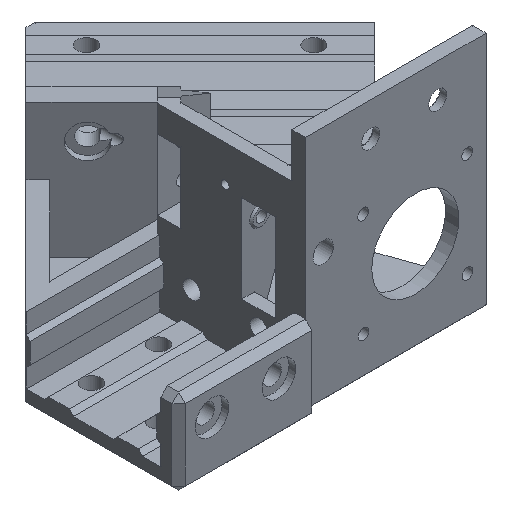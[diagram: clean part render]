
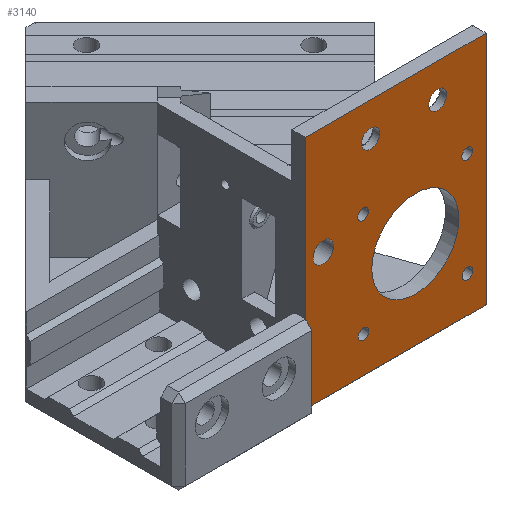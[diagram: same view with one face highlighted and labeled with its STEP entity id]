
A CAD part, isometric view. The second image highlights one B-rep face of the part: STEP entity #3140.
In plain terms, the highlighted planar face has unit normal (0, -1, 0).
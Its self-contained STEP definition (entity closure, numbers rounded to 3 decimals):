
#104=CIRCLE('',#3358,2.7);
#105=CIRCLE('',#3359,13.);
#106=CIRCLE('',#3360,1.6);
#107=CIRCLE('',#3361,2.7);
#108=CIRCLE('',#3362,1.6);
#109=CIRCLE('',#3363,1.6);
#110=CIRCLE('',#3364,1.6);
#111=CIRCLE('',#3365,3.05);
#189=FACE_BOUND('',#470,.T.);
#190=FACE_BOUND('',#471,.T.);
#191=FACE_BOUND('',#472,.T.);
#192=FACE_BOUND('',#473,.T.);
#193=FACE_BOUND('',#474,.T.);
#194=FACE_BOUND('',#475,.T.);
#195=FACE_BOUND('',#476,.T.);
#196=FACE_BOUND('',#477,.T.);
#276=FACE_OUTER_BOUND('',#469,.T.);
#469=EDGE_LOOP('',(#2310,#2311,#2312,#2313,#2314));
#470=EDGE_LOOP('',(#2315));
#471=EDGE_LOOP('',(#2316));
#472=EDGE_LOOP('',(#2317));
#473=EDGE_LOOP('',(#2318));
#474=EDGE_LOOP('',(#2319));
#475=EDGE_LOOP('',(#2320));
#476=EDGE_LOOP('',(#2321));
#477=EDGE_LOOP('',(#2322));
#659=LINE('',#4491,#1004);
#768=LINE('',#4770,#1113);
#775=LINE('',#4788,#1120);
#776=LINE('',#4791,#1121);
#777=LINE('',#4792,#1122);
#1004=VECTOR('',#3578,10.);
#1113=VECTOR('',#3823,10.);
#1120=VECTOR('',#3844,10.);
#1121=VECTOR('',#3847,10.);
#1122=VECTOR('',#3848,10.);
#1349=VERTEX_POINT('',#4488);
#1350=VERTEX_POINT('',#4490);
#1445=VERTEX_POINT('',#4734);
#1452=VERTEX_POINT('',#4769);
#1457=VERTEX_POINT('',#4790);
#1458=VERTEX_POINT('',#4793);
#1459=VERTEX_POINT('',#4795);
#1460=VERTEX_POINT('',#4797);
#1461=VERTEX_POINT('',#4799);
#1462=VERTEX_POINT('',#4801);
#1463=VERTEX_POINT('',#4803);
#1464=VERTEX_POINT('',#4805);
#1465=VERTEX_POINT('',#4807);
#1641=EDGE_CURVE('',#1349,#1350,#659,.T.);
#1780=EDGE_CURVE('',#1452,#1445,#768,.T.);
#1789=EDGE_CURVE('',#1445,#1349,#775,.T.);
#1790=EDGE_CURVE('',#1452,#1457,#776,.T.);
#1791=EDGE_CURVE('',#1350,#1457,#777,.T.);
#1792=EDGE_CURVE('',#1458,#1458,#104,.T.);
#1793=EDGE_CURVE('',#1459,#1459,#105,.T.);
#1794=EDGE_CURVE('',#1460,#1460,#106,.T.);
#1795=EDGE_CURVE('',#1461,#1461,#107,.T.);
#1796=EDGE_CURVE('',#1462,#1462,#108,.T.);
#1797=EDGE_CURVE('',#1463,#1463,#109,.T.);
#1798=EDGE_CURVE('',#1464,#1464,#110,.T.);
#1799=EDGE_CURVE('',#1465,#1465,#111,.T.);
#2310=ORIENTED_EDGE('',*,*,#1780,.F.);
#2311=ORIENTED_EDGE('',*,*,#1790,.T.);
#2312=ORIENTED_EDGE('',*,*,#1791,.F.);
#2313=ORIENTED_EDGE('',*,*,#1641,.F.);
#2314=ORIENTED_EDGE('',*,*,#1789,.F.);
#2315=ORIENTED_EDGE('',*,*,#1792,.T.);
#2316=ORIENTED_EDGE('',*,*,#1793,.T.);
#2317=ORIENTED_EDGE('',*,*,#1794,.T.);
#2318=ORIENTED_EDGE('',*,*,#1795,.T.);
#2319=ORIENTED_EDGE('',*,*,#1796,.T.);
#2320=ORIENTED_EDGE('',*,*,#1797,.T.);
#2321=ORIENTED_EDGE('',*,*,#1798,.T.);
#2322=ORIENTED_EDGE('',*,*,#1799,.T.);
#3008=PLANE('',#3357);
#3140=ADVANCED_FACE('',(#276,#189,#190,#191,#192,#193,#194,#195,#196),#3008,
 .T.);
#3357=AXIS2_PLACEMENT_3D('',#4789,#3845,#3846);
#3358=AXIS2_PLACEMENT_3D('',#4794,#3849,#3850);
#3359=AXIS2_PLACEMENT_3D('',#4796,#3851,#3852);
#3360=AXIS2_PLACEMENT_3D('',#4798,#3853,#3854);
#3361=AXIS2_PLACEMENT_3D('',#4800,#3855,#3856);
#3362=AXIS2_PLACEMENT_3D('',#4802,#3857,#3858);
#3363=AXIS2_PLACEMENT_3D('',#4804,#3859,#3860);
#3364=AXIS2_PLACEMENT_3D('',#4806,#3861,#3862);
#3365=AXIS2_PLACEMENT_3D('',#4808,#3863,#3864);
#3578=DIRECTION('',(0.,0.,1.));
#3823=DIRECTION('',(-1.,0.,0.));
#3844=DIRECTION('',(0.,0.,1.));
#3845=DIRECTION('center_axis',(0.,-1.,0.));
#3846=DIRECTION('ref_axis',(1.,0.,0.));
#3847=DIRECTION('',(0.,0.,1.));
#3848=DIRECTION('',(1.,0.,0.));
#3849=DIRECTION('center_axis',(0.,1.,0.));
#3850=DIRECTION('ref_axis',(1.,0.,0.));
#3851=DIRECTION('center_axis',(0.,1.,0.));
#3852=DIRECTION('ref_axis',(1.,0.,0.));
#3853=DIRECTION('center_axis',(0.,1.,0.));
#3854=DIRECTION('ref_axis',(1.,0.,0.));
#3855=DIRECTION('center_axis',(0.,1.,0.));
#3856=DIRECTION('ref_axis',(1.,0.,0.));
#3857=DIRECTION('center_axis',(0.,1.,0.));
#3858=DIRECTION('ref_axis',(1.,0.,0.));
#3859=DIRECTION('center_axis',(0.,1.,0.));
#3860=DIRECTION('ref_axis',(1.,0.,0.));
#3861=DIRECTION('center_axis',(0.,1.,0.));
#3862=DIRECTION('ref_axis',(1.,0.,0.));
#3863=DIRECTION('center_axis',(0.,1.,0.));
#3864=DIRECTION('ref_axis',(1.,0.,0.));
#4488=CARTESIAN_POINT('',(-30.659,-45.418,25.349));
#4490=CARTESIAN_POINT('',(-30.659,-45.418,72.24));
#4491=CARTESIAN_POINT('',(-30.659,-45.418,0.));
#4734=CARTESIAN_POINT('',(-30.659,-45.418,2.));
#4769=CARTESIAN_POINT('',(23.331,-45.418,2.));
#4770=CARTESIAN_POINT('',(-13.82,-45.418,2.));
#4788=CARTESIAN_POINT('',(-30.659,-45.418,0.));
#4789=CARTESIAN_POINT('Origin',(-30.659,-45.418,0.));
#4790=CARTESIAN_POINT('',(23.331,-45.418,72.24));
#4791=CARTESIAN_POINT('',(23.331,-45.418,0.));
#4792=CARTESIAN_POINT('',(23.331,-45.418,72.24));
#4793=CARTESIAN_POINT('',(6.141,-45.418,62.205));
#4794=CARTESIAN_POINT('Origin',(8.841,-45.418,62.205));
#4795=CARTESIAN_POINT('',(-10.786,-45.418,28.318));
#4796=CARTESIAN_POINT('Origin',(2.214,-45.418,28.318));
#4797=CARTESIAN_POINT('',(16.19,-45.418,12.86));
#4798=CARTESIAN_POINT('Origin',(17.79,-45.418,12.86));
#4799=CARTESIAN_POINT('',(-13.859,-45.418,62.205));
#4800=CARTESIAN_POINT('Origin',(-11.159,-45.418,62.205));
#4801=CARTESIAN_POINT('',(16.073,-45.418,43.894));
#4802=CARTESIAN_POINT('Origin',(17.673,-45.418,43.894));
#4803=CARTESIAN_POINT('',(-14.844,-45.418,12.743));
#4804=CARTESIAN_POINT('Origin',(-13.244,-45.418,12.743));
#4805=CARTESIAN_POINT('',(-14.961,-45.418,43.777));
#4806=CARTESIAN_POINT('Origin',(-13.361,-45.418,43.777));
#4807=CARTESIAN_POINT('',(-28.31,-45.418,39.927));
#4808=CARTESIAN_POINT('Origin',(-25.26,-45.418,39.927));
